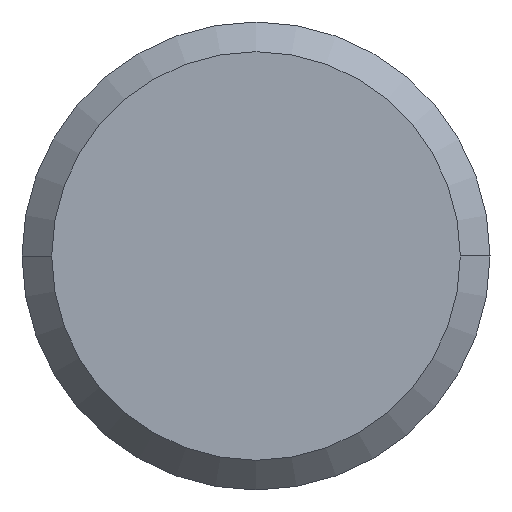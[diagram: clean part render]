
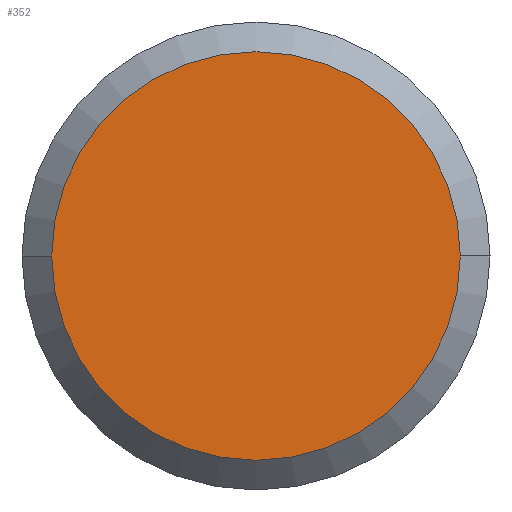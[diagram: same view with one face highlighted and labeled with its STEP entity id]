
A CAD part, left-side view. The second image highlights one B-rep face of the part: STEP entity #352.
In plain terms, the highlighted planar face has unit normal (-1, 0, 0).
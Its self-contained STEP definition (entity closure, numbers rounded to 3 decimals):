
#1 = AXIS2_PLACEMENT_3D ( 'NONE', #100, #328, #387 ) ;
#30 = ORIENTED_EDGE ( 'NONE', *, *, #378, .F. ) ;
#87 = EDGE_CURVE ( 'NONE', #284, #218, #169, .T. ) ;
#100 = CARTESIAN_POINT ( 'NONE',  ( 0., 0., 0. ) ) ;
#102 = DIRECTION ( 'NONE',  ( 1., 0., 0. ) ) ;
#137 = CARTESIAN_POINT ( 'NONE',  ( 0., -5.238, 0. ) ) ;
#155 = ORIENTED_EDGE ( 'NONE', *, *, #87, .F. ) ;
#169 = CIRCLE ( 'NONE', #1, 5.238 ) ;
#188 = DIRECTION ( 'NONE',  ( -1., 0., 0. ) ) ;
#218 = VERTEX_POINT ( 'NONE', #137 ) ;
#250 = CARTESIAN_POINT ( 'NONE',  ( 0., 0., 0. ) ) ;
#283 = CARTESIAN_POINT ( 'NONE',  ( 0., 5.238, 0. ) ) ;
#284 = VERTEX_POINT ( 'NONE', #283 ) ;
#294 = CARTESIAN_POINT ( 'NONE',  ( 0., 0., 0. ) ) ;
#303 = CIRCLE ( 'NONE', #401, 5.238 ) ;
#328 = DIRECTION ( 'NONE',  ( 1., 0., 0. ) ) ;
#352 = ADVANCED_FACE ( 'NONE', ( #412 ), #366, .T. ) ;
#355 = DIRECTION ( 'NONE',  ( 0., 1., 0. ) ) ;
#366 = PLANE ( 'NONE',  #411 ) ;
#377 = EDGE_LOOP ( 'NONE', ( #155, #30 ) ) ;
#378 = EDGE_CURVE ( 'NONE', #218, #284, #303, .T. ) ;
#380 = DIRECTION ( 'NONE',  ( 0., -1., 0. ) ) ;
#387 = DIRECTION ( 'NONE',  ( 0., 1., 0. ) ) ;
#401 = AXIS2_PLACEMENT_3D ( 'NONE', #294, #102, #355 ) ;
#411 = AXIS2_PLACEMENT_3D ( 'NONE', #250, #188, #380 ) ;
#412 = FACE_OUTER_BOUND ( 'NONE', #377, .T. ) ;
